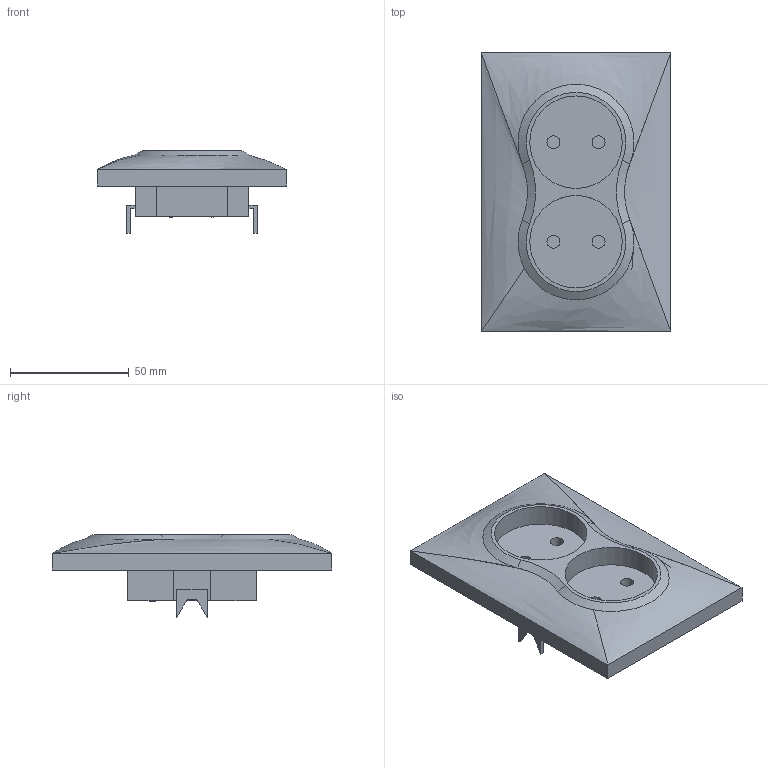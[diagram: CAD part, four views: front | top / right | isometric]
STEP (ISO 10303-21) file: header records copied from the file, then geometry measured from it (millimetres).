
FILE_DESCRIPTION (( 'STEP AP203' ), '1' );
FILE_NAME ('ERK23-K01-10-DM ÐÑ12-2-ÊÁ Ðîçåòêà 2ìåñòí. áåç çê áåç çàù.øòîð. 10À ÊÂÀÐÒÀ (áåëûé).STEP', '2016-11-23T11:18:49', ( '' ), ( '' ), 'SwSTEP 2.0', 'SolidWorks 2014', '' );
FILE_SCHEMA (( 'CONFIG_CONTROL_DESIGN' ));
Length unit declared in the file: millimetre
Products named in the file (1): ERK23-K01-10-DM ÐÑ12-2-ÊÁ Ðîçåòêà 2ìåñòí. áåç çê áåç çàù.øòîð. 10À ÊÂÀÐÒÀ (áåëûé)
Bounding box: 80 x 118 x 35 mm (x, y, z)
Volume: 95437.1 mm3; surface area: 33275.1 mm2
Topology: 1 solids, 1 shells, 123 faces, 300 edges, 195 vertices
Faces by surface type: plane 82, bspline 19, cylinder 18, cone 4
Full cylindrical faces by diameter (mm): 2.5 x4, 5.5 x4, 39 x2
Entity records: 4120 total; most frequent: CARTESIAN_POINT 1260, ORIENTED_EDGE 580, DIRECTION 511, EDGE_CURVE 290, LINE 211, VECTOR 211, VERTEX_POINT 195, EDGE_LOOP 153
